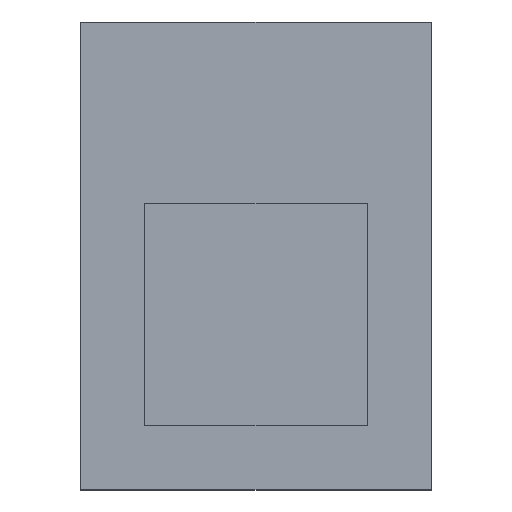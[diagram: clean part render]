
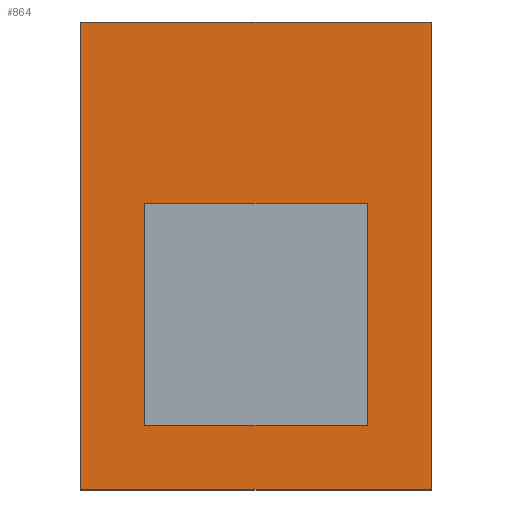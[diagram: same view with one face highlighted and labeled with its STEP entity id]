
A CAD part, top view. The second image highlights one B-rep face of the part: STEP entity #864.
In plain terms, the highlighted planar face has unit normal (0, 0, 1).
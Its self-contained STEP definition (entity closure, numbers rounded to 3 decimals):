
#8 = AXIS2_PLACEMENT_3D ( 'NONE', #154, #793, #1215 ) ;
#20 = EDGE_CURVE ( 'NONE', #538, #1270, #105, .T. ) ;
#23 = LINE ( 'NONE', #347, #26 ) ;
#26 = VECTOR ( 'NONE', #641, 1000. ) ;
#43 = VECTOR ( 'NONE', #319, 1000. ) ;
#59 = VECTOR ( 'NONE', #76, 1000. ) ;
#76 = DIRECTION ( 'NONE',  ( 1., 0., 0. ) ) ;
#105 = LINE ( 'NONE', #1034, #59 ) ;
#111 = VECTOR ( 'NONE', #1247, 1000. ) ;
#122 = EDGE_CURVE ( 'NONE', #539, #139, #470, .T. ) ;
#128 = FACE_OUTER_BOUND ( 'NONE', #609, .T. ) ;
#139 = VERTEX_POINT ( 'NONE', #789 ) ;
#154 = CARTESIAN_POINT ( 'NONE',  ( 0., 0., 0. ) ) ;
#177 = DIRECTION ( 'NONE',  ( 0., -1., 0. ) ) ;
#191 = EDGE_LOOP ( 'NONE', ( #394, #862, #203, #1156 ) ) ;
#203 = ORIENTED_EDGE ( 'NONE', *, *, #1115, .F. ) ;
#259 = CARTESIAN_POINT ( 'NONE',  ( 0.6, 1., 0. ) ) ;
#285 = CARTESIAN_POINT ( 'NONE',  ( -0.6, -0.6, 0. ) ) ;
#313 = DIRECTION ( 'NONE',  ( 0., 1., 0. ) ) ;
#319 = DIRECTION ( 'NONE',  ( 0., -1., 0. ) ) ;
#329 = EDGE_CURVE ( 'NONE', #139, #353, #640, .T. ) ;
#347 = CARTESIAN_POINT ( 'NONE',  ( -0.38, 0.38, 0. ) ) ;
#353 = VERTEX_POINT ( 'NONE', #259 ) ;
#368 = EDGE_CURVE ( 'NONE', #353, #383, #668, .T. ) ;
#371 = CARTESIAN_POINT ( 'NONE',  ( -0.38, -0.38, 0. ) ) ;
#383 = VERTEX_POINT ( 'NONE', #662 ) ;
#394 = ORIENTED_EDGE ( 'NONE', *, *, #560, .F. ) ;
#397 = VECTOR ( 'NONE', #177, 1000. ) ;
#401 = CARTESIAN_POINT ( 'NONE',  ( -0.38, 0.38, 0. ) ) ;
#415 = FACE_BOUND ( 'NONE', #191, .T. ) ;
#424 = VECTOR ( 'NONE', #1186, 1000. ) ;
#433 = ORIENTED_EDGE ( 'NONE', *, *, #329, .T. ) ;
#463 = VECTOR ( 'NONE', #603, 1000. ) ;
#470 = LINE ( 'NONE', #285, #463 ) ;
#477 = LINE ( 'NONE', #1118, #397 ) ;
#510 = LINE ( 'NONE', #588, #980 ) ;
#538 = VERTEX_POINT ( 'NONE', #371 ) ;
#539 = VERTEX_POINT ( 'NONE', #794 ) ;
#560 = EDGE_CURVE ( 'NONE', #1025, #538, #477, .T. ) ;
#588 = CARTESIAN_POINT ( 'NONE',  ( 0.38, -0.38, 0. ) ) ;
#603 = DIRECTION ( 'NONE',  ( 1., 0., 0. ) ) ;
#609 = EDGE_LOOP ( 'NONE', ( #1075, #1037, #433, #853 ) ) ;
#640 = LINE ( 'NONE', #824, #111 ) ;
#641 = DIRECTION ( 'NONE',  ( -1., 0., 0. ) ) ;
#662 = CARTESIAN_POINT ( 'NONE',  ( -0.6, 1., 0. ) ) ;
#668 = LINE ( 'NONE', #785, #424 ) ;
#785 = CARTESIAN_POINT ( 'NONE',  ( -0.6, 1., 0. ) ) ;
#789 = CARTESIAN_POINT ( 'NONE',  ( 0.6, -0.6, 0. ) ) ;
#793 = DIRECTION ( 'NONE',  ( 0., 0., 1. ) ) ;
#794 = CARTESIAN_POINT ( 'NONE',  ( -0.6, -0.6, 0. ) ) ;
#824 = CARTESIAN_POINT ( 'NONE',  ( 0.6, 1., 0. ) ) ;
#853 = ORIENTED_EDGE ( 'NONE', *, *, #368, .T. ) ;
#862 = ORIENTED_EDGE ( 'NONE', *, *, #1239, .F. ) ;
#864 = ADVANCED_FACE ( 'NONE', ( #128, #415 ), #898, .T. ) ;
#898 = PLANE ( 'NONE',  #8 ) ;
#950 = CARTESIAN_POINT ( 'NONE',  ( -0.6, 1., 0. ) ) ;
#951 = VERTEX_POINT ( 'NONE', #1179 ) ;
#957 = EDGE_CURVE ( 'NONE', #383, #539, #972, .T. ) ;
#972 = LINE ( 'NONE', #950, #43 ) ;
#980 = VECTOR ( 'NONE', #313, 1000. ) ;
#1025 = VERTEX_POINT ( 'NONE', #401 ) ;
#1034 = CARTESIAN_POINT ( 'NONE',  ( -0.38, -0.38, 0. ) ) ;
#1037 = ORIENTED_EDGE ( 'NONE', *, *, #122, .T. ) ;
#1075 = ORIENTED_EDGE ( 'NONE', *, *, #957, .T. ) ;
#1115 = EDGE_CURVE ( 'NONE', #1270, #951, #510, .T. ) ;
#1118 = CARTESIAN_POINT ( 'NONE',  ( -0.38, -0.38, 0. ) ) ;
#1156 = ORIENTED_EDGE ( 'NONE', *, *, #20, .F. ) ;
#1179 = CARTESIAN_POINT ( 'NONE',  ( 0.38, 0.38, 0. ) ) ;
#1186 = DIRECTION ( 'NONE',  ( -1., 0., 0. ) ) ;
#1215 = DIRECTION ( 'NONE',  ( 1., 0., 0. ) ) ;
#1239 = EDGE_CURVE ( 'NONE', #951, #1025, #23, .T. ) ;
#1247 = DIRECTION ( 'NONE',  ( 0., 1., 0. ) ) ;
#1270 = VERTEX_POINT ( 'NONE', #1316 ) ;
#1316 = CARTESIAN_POINT ( 'NONE',  ( 0.38, -0.38, 0. ) ) ;
